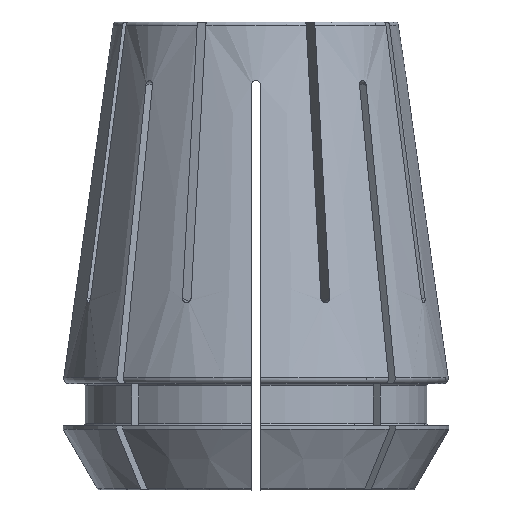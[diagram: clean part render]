
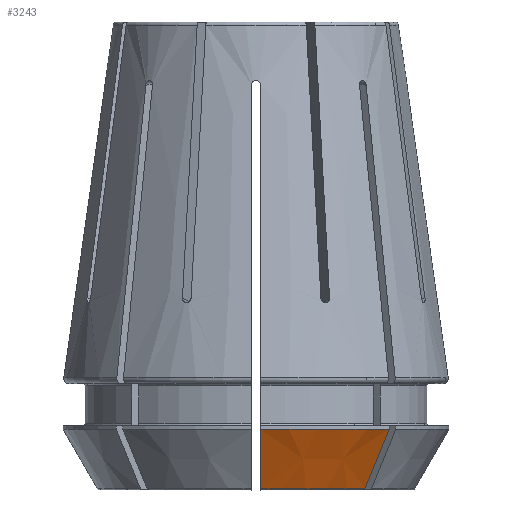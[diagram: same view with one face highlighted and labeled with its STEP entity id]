
A CAD part, front view. The second image highlights one B-rep face of the part: STEP entity #3243.
In plain terms, the highlighted conical face has half-angle 30 degrees and reference radius 16.36 mm.
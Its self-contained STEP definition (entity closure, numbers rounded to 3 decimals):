
#400=CONICAL_SURFACE('',#3505,16.36,0.524);
#526=B_SPLINE_CURVE_WITH_KNOTS('',3,(#5476,#5477,#5478,#5479),
 .UNSPECIFIED.,.F.,.F.,(4,4),(0.,0.006),
 .UNSPECIFIED.);
#527=B_SPLINE_CURVE_WITH_KNOTS('',3,(#5484,#5485,#5486,#5487),
 .UNSPECIFIED.,.F.,.F.,(4,4),(0.017,0.023),
 .UNSPECIFIED.);
#911=ORIENTED_EDGE('',*,*,#1931,.F.);
#912=ORIENTED_EDGE('',*,*,#1932,.F.);
#913=ORIENTED_EDGE('',*,*,#1933,.T.);
#914=ORIENTED_EDGE('',*,*,#1934,.T.);
#1931=EDGE_CURVE('',#2419,#2420,#526,.T.);
#1932=EDGE_CURVE('',#2421,#2419,#2649,.T.);
#1933=EDGE_CURVE('',#2421,#2422,#527,.T.);
#1934=EDGE_CURVE('',#2422,#2420,#2650,.F.);
#2419=VERTEX_POINT('',#5480);
#2420=VERTEX_POINT('',#5481);
#2421=VERTEX_POINT('',#5483);
#2422=VERTEX_POINT('',#5488);
#2649=CIRCLE('',#3506,16.5);
#2650=CIRCLE('',#3507,13.572);
#2802=EDGE_LOOP('',(#911,#912,#913,#914));
#2990=FACE_BOUND('',#2802,.T.);
#3243=ADVANCED_FACE('',(#2990),#400,.T.);
#3505=AXIS2_PLACEMENT_3D('',#5475,#4039,#4040);
#3506=AXIS2_PLACEMENT_3D('',#5482,#4041,#4042);
#3507=AXIS2_PLACEMENT_3D('',#5489,#4043,#4044);
#4039=DIRECTION('',(0.,0.,1.));
#4040=DIRECTION('',(1.,0.,0.));
#4041=DIRECTION('',(0.,0.,1.));
#4042=DIRECTION('',(1.,0.,0.));
#4043=DIRECTION('',(0.,0.,-1.));
#4044=DIRECTION('',(-1.,0.,0.));
#5475=CARTESIAN_POINT('',(0.,0.,-4.146));
#5476=CARTESIAN_POINT('',(11.381,-11.947,-3.903));
#5477=CARTESIAN_POINT('',(10.691,-11.256,-5.594));
#5478=CARTESIAN_POINT('',(10.,-10.566,-7.284));
#5479=CARTESIAN_POINT('',(9.31,-9.875,-8.975));
#5480=CARTESIAN_POINT('',(11.381,-11.947,-3.903));
#5481=CARTESIAN_POINT('',(9.31,-9.875,-8.975));
#5482=CARTESIAN_POINT('',(0.,0.,-3.903));
#5483=CARTESIAN_POINT('',(0.4,-16.495,-3.903));
#5484=CARTESIAN_POINT('',(0.4,-16.495,-3.903));
#5485=CARTESIAN_POINT('',(0.4,-15.519,-5.594));
#5486=CARTESIAN_POINT('',(0.4,-14.542,-7.284));
#5487=CARTESIAN_POINT('',(0.4,-13.566,-8.975));
#5488=CARTESIAN_POINT('',(0.4,-13.566,-8.975));
#5489=CARTESIAN_POINT('',(0.,0.,-8.975));
